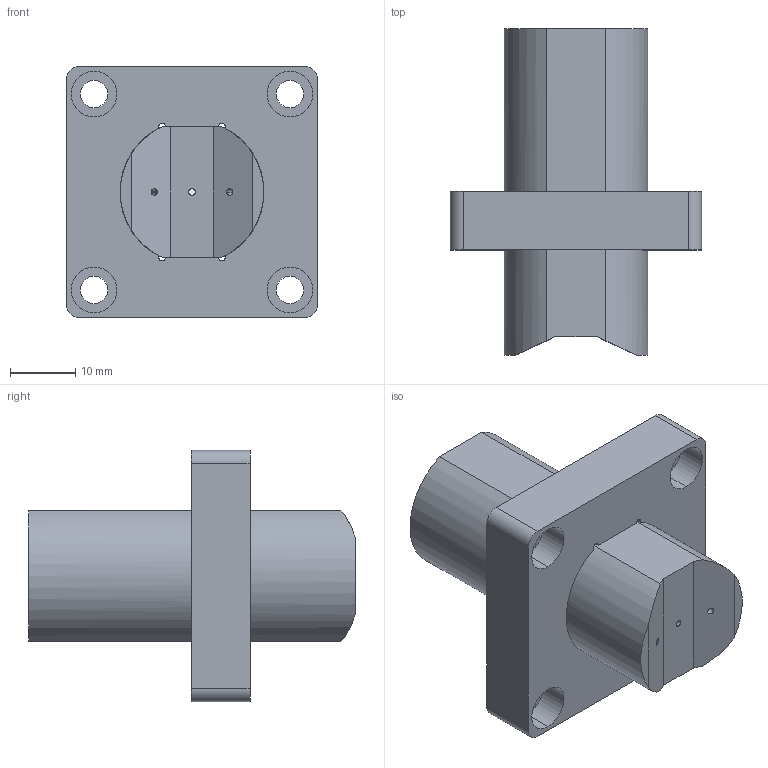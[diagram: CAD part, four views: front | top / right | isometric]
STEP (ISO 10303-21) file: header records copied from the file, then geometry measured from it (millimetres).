
FILE_DESCRIPTION (( 'STEP AP203' ), '1' );
FILE_NAME ('6101050.STEP', '2022-07-15T08:16:52', ( '' ), ( '' ), 'SwSTEP 2.0', 'SolidWorks 2016', '' );
FILE_SCHEMA (( 'CONFIG_CONTROL_DESIGN' ));
Length unit declared in the file: millimetre
Products named in the file (1): 6101050
Bounding box: 38.5 x 50 x 38.5 mm (x, y, z)
Volume: 21620.1 mm3; surface area: 10792 mm2
Topology: 2 solids, 2 shells, 72 faces, 190 edges, 122 vertices
Faces by surface type: cylinder 42, plane 22, cone 8
Entity records: 2387 total; most frequent: CARTESIAN_POINT 457, DIRECTION 410, ORIENTED_EDGE 372, EDGE_CURVE 186, AXIS2_PLACEMENT_3D 163, VERTEX_POINT 122, EDGE_LOOP 94, CIRCLE 90
